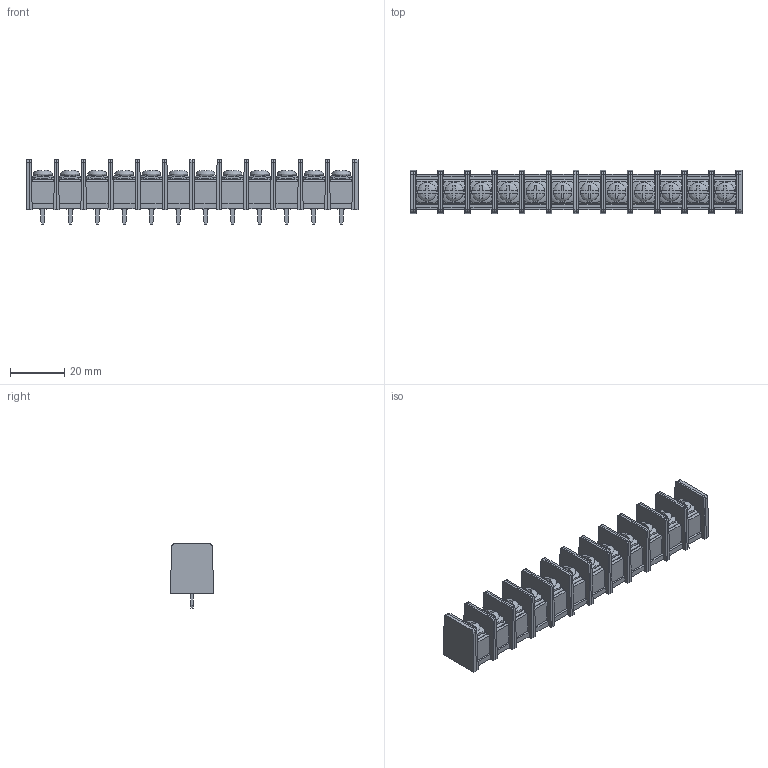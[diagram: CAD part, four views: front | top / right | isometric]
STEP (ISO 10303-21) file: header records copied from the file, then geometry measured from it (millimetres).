
FILE_DESCRIPTION(('FreeCAD Model'),'2;1');
FILE_NAME('Open CASCADE Shape Model','2021-12-26T19:21:57',('Author'),( ''),'Open CASCADE STEP processor 7.4','FreeCAD','Unknown');
FILE_SCHEMA(('AUTOMOTIVE_DESIGN { 1 0 10303 214 1 1 1 1 }'));
Length unit declared in the file: millimetre
Products named in the file (7): TerminalBlock_01x12_P10mm; Contact_Asm; ContactBody; Contact; ContactPlate; ContactScrew; Edge
Assembly tree (18 placements, depth 3):
  TerminalBlock_01x12_P10mm
    Contact_Asm  x12
      ContactBody
      Contact
      ContactPlate
      ContactScrew
    Edge  x2
Bounding box: 122.5 x 16 x 23.75 mm (x, y, z)
Volume: 19370.1 mm3; surface area: 32774.3 mm2
Topology: 50 solids, 50 shells, 1264 faces, 3408 edges, 2292 vertices
Faces by surface type: plane 1044, cylinder 172, revolution 36, cone 12
Full cylindrical faces by diameter (mm): 4 x36, 5 x12
Entity records: 4404 total; most frequent: CARTESIAN_POINT 1347, ORIENTED_EDGE 598, DIRECTION 572, EDGE_CURVE 299, LINE 233, VECTOR 233, VERTEX_POINT 201, AXIS2_PLACEMENT_3D 168
